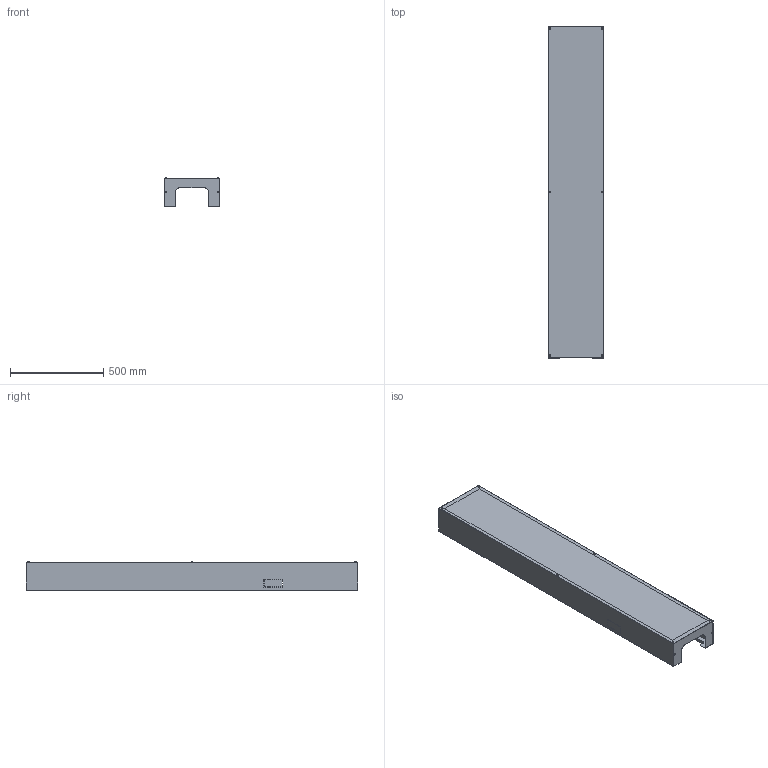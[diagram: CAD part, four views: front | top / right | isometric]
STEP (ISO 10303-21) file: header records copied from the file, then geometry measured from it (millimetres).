
FILE_DESCRIPTION (( 'STEP AP214' ), '1' );
FILE_NAME ('IND-KET-KCC-1-1800-L_Êîðîá âåðõíèé ÊÝÒ_ÊÑÑ-1800 LIGHT (2 øò_êîìïë) IEK.STEP', '2021-03-31T12:35:30', ( '' ), ( '' ), 'SwSTEP 2.0', 'SolidWorks 2017', '' );
FILE_SCHEMA (( 'AUTOMOTIVE_DESIGN' ));
Length unit declared in the file: millimetre
Products named in the file (4): IND-KET-KCC-1-1800-L_Êîðîá âåðõíèé ÊÝÒ_ÊÑÑ-1800 LIGHT (2 øò_êîìïë) IEK; Ôàñàäíàÿ ïàíåëü 1160_1780; Êîðîá âåðõíèé ÊÝÒ_ÊÑÑ_1780; Âèíò_ðåçüáîâûäàâëèâàþùèé_Œ4å9
Assembly tree (8 placements, depth 2):
  IND-KET-KCC-1-1800-L_Êîðîá âåðõíèé ÊÝÒ_ÊÑÑ-1800 LIGHT (2 øò_êîìïë) IEK
    Êîðîá âåðõíèé ÊÝÒ_ÊÑÑ_1780
    Ôàñàäíàÿ ïàíåëü 1160_1780
    Âèíò_ðåçüáîâûäàâëèâàþùèé_Œ4å9  x6
Bounding box: 300 x 1780 x 153.16 mm (x, y, z)
Volume: 1592935.4 mm3; surface area: 2792708.7 mm2
Topology: 8 solids, 8 shells, 482 faces, 1396 edges, 942 vertices
Faces by surface type: plane 344, cylinder 102, bspline 12, torus 12, sphere 12
Entity records: 11846 total; most frequent: CARTESIAN_POINT 2473, ORIENTED_EDGE 1952, DIRECTION 1770, EDGE_CURVE 976, VECTOR 816, LINE 816, VERTEX_POINT 652, AXIS2_PLACEMENT_3D 477
